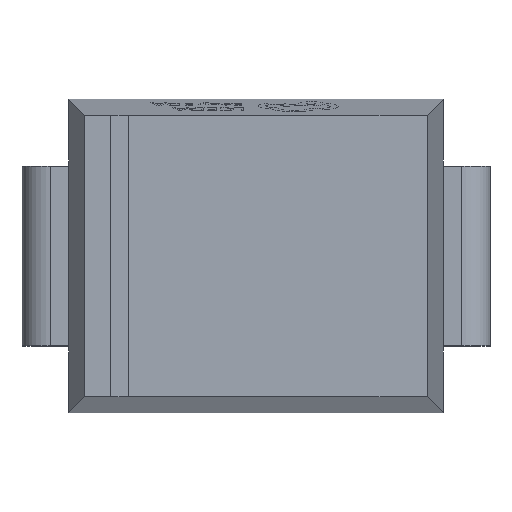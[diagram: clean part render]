
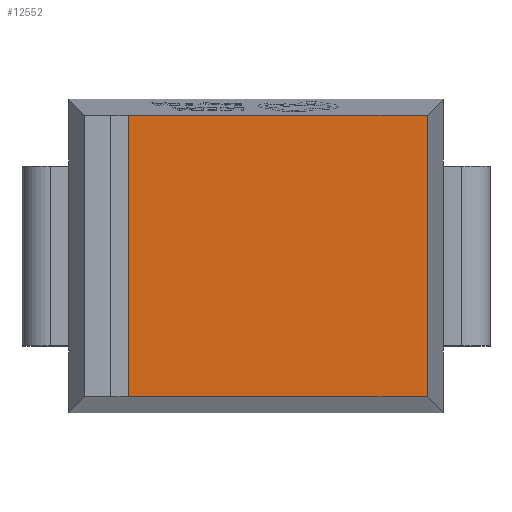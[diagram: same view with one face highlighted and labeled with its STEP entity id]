
A CAD part, top view. The second image highlights one B-rep face of the part: STEP entity #12552.
In plain terms, the highlighted planar face has unit normal (0, 0, 1).
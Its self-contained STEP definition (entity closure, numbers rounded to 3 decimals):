
#25 = EDGE_CURVE ( 'NONE', #10684, #2530, #3693, .T. ) ;
#27 = EDGE_LOOP ( 'NONE', ( #5011, #574, #7556, #7739 ) ) ;
#171 = EDGE_CURVE ( 'NONE', #11445, #1642, #1269, .T. ) ;
#232 = CARTESIAN_POINT ( 'NONE',  ( -1.475, -1.625, 1.05 ) ) ;
#274 = CARTESIAN_POINT ( 'NONE',  ( 0., 0., 1.05 ) ) ;
#574 = ORIENTED_EDGE ( 'NONE', *, *, #25, .T. ) ;
#587 = EDGE_CURVE ( 'NONE', #2530, #11445, #9976, .T. ) ;
#634 = VECTOR ( 'NONE', #9435, 1000. ) ;
#673 = AXIS2_PLACEMENT_3D ( 'NONE', #274, #3024, #5241 ) ;
#1222 = VECTOR ( 'NONE', #11246, 1000. ) ;
#1269 = LINE ( 'NONE', #5253, #1222 ) ;
#1604 = CARTESIAN_POINT ( 'NONE',  ( -1.475, 0., 1.05 ) ) ;
#1642 = VERTEX_POINT ( 'NONE', #2534 ) ;
#2530 = VERTEX_POINT ( 'NONE', #3312 ) ;
#2534 = CARTESIAN_POINT ( 'NONE',  ( -1.475, 1.625, 1.05 ) ) ;
#2848 = CARTESIAN_POINT ( 'NONE',  ( 1.975, 1.625, 1.05 ) ) ;
#3024 = DIRECTION ( 'NONE',  ( 0., 0., -1. ) ) ;
#3312 = CARTESIAN_POINT ( 'NONE',  ( 1.975, -1.625, 1.05 ) ) ;
#3693 = LINE ( 'NONE', #7678, #10766 ) ;
#4966 = DIRECTION ( 'NONE',  ( 0., 1., 0. ) ) ;
#5011 = ORIENTED_EDGE ( 'NONE', *, *, #8625, .F. ) ;
#5241 = DIRECTION ( 'NONE',  ( -1., 0., 0. ) ) ;
#5253 = CARTESIAN_POINT ( 'NONE',  ( 0., 1.625, 1.05 ) ) ;
#6806 = VECTOR ( 'NONE', #4966, 1000. ) ;
#7556 = ORIENTED_EDGE ( 'NONE', *, *, #587, .T. ) ;
#7678 = CARTESIAN_POINT ( 'NONE',  ( 0., -1.625, 1.05 ) ) ;
#7739 = ORIENTED_EDGE ( 'NONE', *, *, #171, .T. ) ;
#8625 = EDGE_CURVE ( 'NONE', #10684, #1642, #11518, .T. ) ;
#8691 = PLANE ( 'NONE',  #673 ) ;
#9435 = DIRECTION ( 'NONE',  ( 0., 1., 0. ) ) ;
#9677 = FACE_OUTER_BOUND ( 'NONE', #27, .T. ) ;
#9976 = LINE ( 'NONE', #12071, #6806 ) ;
#10684 = VERTEX_POINT ( 'NONE', #232 ) ;
#10766 = VECTOR ( 'NONE', #11642, 1000. ) ;
#11246 = DIRECTION ( 'NONE',  ( -1., 0., 0. ) ) ;
#11445 = VERTEX_POINT ( 'NONE', #2848 ) ;
#11518 = LINE ( 'NONE', #1604, #634 ) ;
#11642 = DIRECTION ( 'NONE',  ( 1., 0., 0. ) ) ;
#12071 = CARTESIAN_POINT ( 'NONE',  ( 1.975, 0., 1.05 ) ) ;
#12552 = ADVANCED_FACE ( 'NONE', ( #9677 ), #8691, .F. ) ;
